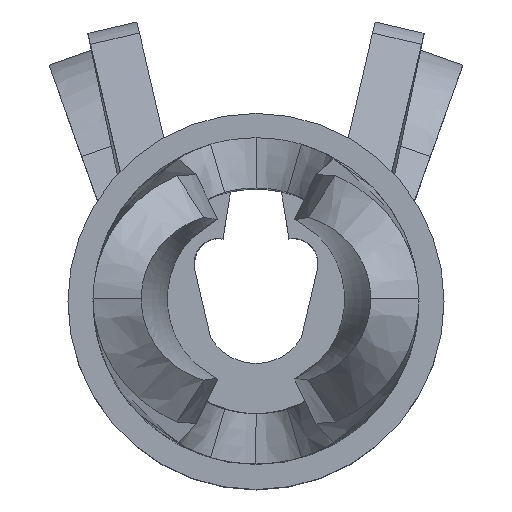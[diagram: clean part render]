
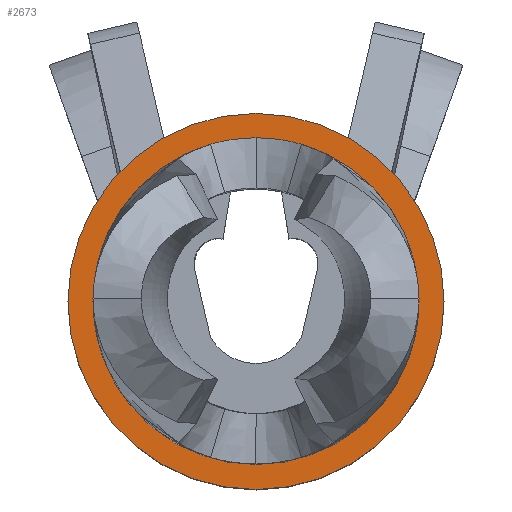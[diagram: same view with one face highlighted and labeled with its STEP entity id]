
A CAD part, top view. The second image highlights one B-rep face of the part: STEP entity #2673.
In plain terms, the highlighted planar face has unit normal (0, 0, 1).
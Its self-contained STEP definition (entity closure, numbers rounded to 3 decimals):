
#183=CARTESIAN_POINT('',(0.,0.696,6.916));
#184=DIRECTION('',(0.,0.,1.));
#185=DIRECTION('',(1.,0.,0.));
#186=AXIS2_PLACEMENT_3D('',#183,#184,#185);
#191=CARTESIAN_POINT('',(0.,0.696,6.916));
#192=DIRECTION('',(0.,0.,1.));
#193=DIRECTION('',(-1.,0.,0.));
#194=AXIS2_PLACEMENT_3D('',#191,#192,#193);
#210=CARTESIAN_POINT('',(0.,0.696,6.916));
#211=DIRECTION('',(0.,0.,-1.));
#212=DIRECTION('',(0.,1.,0.));
#213=AXIS2_PLACEMENT_3D('',#210,#211,#212);
#2159=CARTESIAN_POINT('',(0.,0.696,6.916));
#2160=DIRECTION('',(0.,0.,-1.));
#2161=DIRECTION('',(0.,-1.,0.));
#2162=AXIS2_PLACEMENT_3D('',#2159,#2160,#2161);
#2437=CARTESIAN_POINT('',(0.,0.046,6.916));
#2439=VERTEX_POINT('',#2437);
#2441=CARTESIAN_POINT('',(0.,1.346,6.916));
#2442=VERTEX_POINT('',#2441);
#2482=CARTESIAN_POINT('',(0.75,0.696,6.916));
#2484=VERTEX_POINT('',#2482);
#2487=CARTESIAN_POINT('',(-0.75,0.696,6.916));
#2489=VERTEX_POINT('',#2487);
#2658=CARTESIAN_POINT('',(0.825,-0.129,6.916));
#2659=DIRECTION('',(0.,0.,1.));
#2660=DIRECTION('',(0.,1.,0.));
#2661=AXIS2_PLACEMENT_3D('',#2658,#2659,#2660);
#2662=PLANE('',#2661);
#2663=ORIENTED_EDGE('',*,*,#2640,.F.);
#2664=ORIENTED_EDGE('',*,*,#2653,.F.);
#2665=EDGE_LOOP('',(#2663,#2664));
#2666=FACE_OUTER_BOUND('',#2665,.F.);
#2668=ORIENTED_EDGE('',*,*,#2667,.F.);
#2670=ORIENTED_EDGE('',*,*,#2669,.F.);
#2671=EDGE_LOOP('',(#2668,#2670));
#2672=FACE_BOUND('',#2671,.F.);
#187=CIRCLE('',#186,0.75);
#195=CIRCLE('',#194,0.75);
#214=CIRCLE('',#213,0.65);
#2163=CIRCLE('',#2162,0.65);
#2640=EDGE_CURVE('',#2484,#2489,#187,.T.);
#2653=EDGE_CURVE('',#2489,#2484,#195,.T.);
#2667=EDGE_CURVE('',#2442,#2439,#214,.T.);
#2669=EDGE_CURVE('',#2439,#2442,#2163,.T.);
#2673=ADVANCED_FACE('',(#2666,#2672),#2662,.T.);
